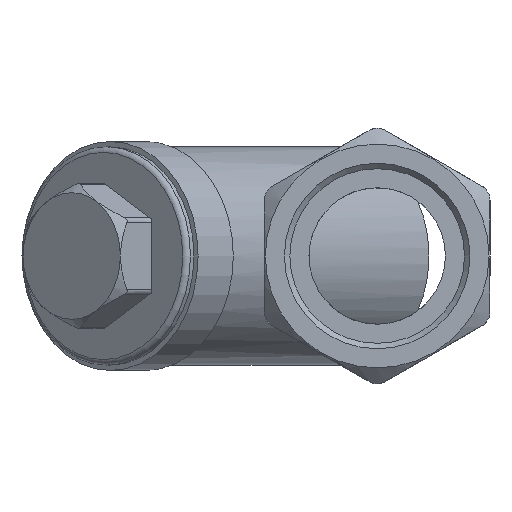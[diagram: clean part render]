
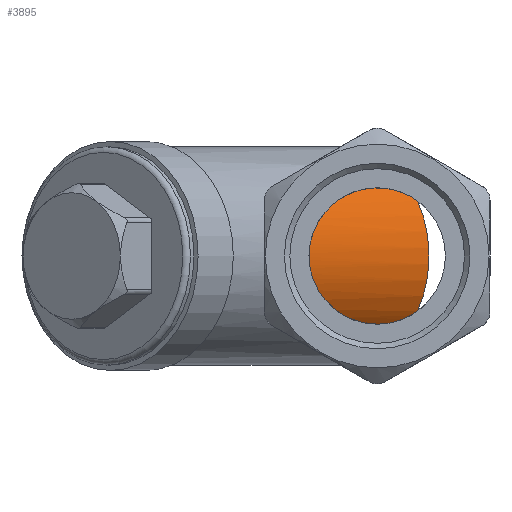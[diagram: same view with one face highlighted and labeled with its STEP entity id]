
A CAD part, left-side view. The second image highlights one B-rep face of the part: STEP entity #3895.
In plain terms, the highlighted cylindrical face has radius 20 mm (diameter 40 mm), a partial arc.
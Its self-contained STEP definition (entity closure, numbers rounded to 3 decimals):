
#312=B_SPLINE_CURVE_WITH_KNOTS('',3,(#8761,#8762,#8763,#8764,#8765,#8766,
#8767,#8768,#8769,#8770),.UNSPECIFIED.,.F.,.F.,(4,2,2,2,4),(-0.98,
-0.907,-0.605,-0.302,0.),
 .UNSPECIFIED.);
#313=B_SPLINE_CURVE_WITH_KNOTS('',3,(#8773,#8774,#8775,#8776,#8777,#8778,
#8779,#8780,#8781,#8782,#8783,#8784,#8785,#8786,#8787,#8788,#8789,#8790,
#8791,#8792,#8793,#8794,#8795,#8796,#8797,#8798,#8799,#8800,#8801,#8802,
#8803,#8804,#8805,#8806),.UNSPECIFIED.,.F.,.F.,(4,2,2,2,2,2,2,2,2,2,2,2,
2,2,2,2,4),(0.,0.944,1.889,2.192,2.495,
2.676,2.857,3.038,3.22,3.523,
3.826,4.77,5.715,6.017,6.319,
6.622,6.695),.UNSPECIFIED.);
#477=CYLINDRICAL_SURFACE('',#4314,20.);
#690=FACE_OUTER_BOUND('',#922,.T.);
#922=EDGE_LOOP('',(#3434,#3435,#3436));
#1437=CIRCLE('',#4315,20.);
#1789=VERTEX_POINT('',#8759);
#1790=VERTEX_POINT('',#8760);
#1791=VERTEX_POINT('',#8771);
#2342=EDGE_CURVE('',#1789,#1790,#312,.T.);
#2343=EDGE_CURVE('',#1789,#1791,#1437,.T.);
#2344=EDGE_CURVE('',#1790,#1791,#313,.T.);
#3434=ORIENTED_EDGE('',*,*,#2342,.F.);
#3435=ORIENTED_EDGE('',*,*,#2343,.T.);
#3436=ORIENTED_EDGE('',*,*,#2344,.F.);
#3895=ADVANCED_FACE('',(#690),#477,.T.);
#4314=AXIS2_PLACEMENT_3D('',#8758,#5295,#5296);
#4315=AXIS2_PLACEMENT_3D('',#8772,#5297,#5298);
#5295=DIRECTION('center_axis',(-0.766,0.643,0.));
#5296=DIRECTION('ref_axis',(0.,0.,-1.));
#5297=DIRECTION('center_axis',(-0.766,0.643,0.));
#5298=DIRECTION('ref_axis',(0.,0.,-1.));
#8758=CARTESIAN_POINT('Origin',(69.389,5.826,0.));
#8759=CARTESIAN_POINT('',(58.279,-7.414,-10.064));
#8760=CARTESIAN_POINT('',(52.043,0.,-12.5));
#8761=CARTESIAN_POINT('Ctrl Pts',(58.279,-7.414,-10.064));
#8762=CARTESIAN_POINT('Ctrl Pts',(58.183,-7.23,-10.2));
#8763=CARTESIAN_POINT('Ctrl Pts',(58.081,-7.043,-10.33));
#8764=CARTESIAN_POINT('Ctrl Pts',(57.531,-6.071,-10.967));
#8765=CARTESIAN_POINT('Ctrl Pts',(56.995,-5.255,-11.374));
#8766=CARTESIAN_POINT('Ctrl Pts',(55.766,-3.649,-11.986));
#8767=CARTESIAN_POINT('Ctrl Pts',(55.072,-2.857,-12.193));
#8768=CARTESIAN_POINT('Ctrl Pts',(53.596,-1.356,-12.449));
#8769=CARTESIAN_POINT('Ctrl Pts',(52.815,-0.648,-12.5));
#8770=CARTESIAN_POINT('Ctrl Pts',(52.043,0.,
-12.5));
#8771=CARTESIAN_POINT('',(58.279,-7.414,10.064));
#8772=CARTESIAN_POINT('Origin',(69.389,5.826,0.));
#8773=CARTESIAN_POINT('Ctrl Pts',(52.043,0.,
-12.5));
#8774=CARTESIAN_POINT('Ctrl Pts',(49.632,2.024,-12.5));
#8775=CARTESIAN_POINT('Ctrl Pts',(46.802,3.878,-12.027));
#8776=CARTESIAN_POINT('Ctrl Pts',(41.113,7.201,-10.384));
#8777=CARTESIAN_POINT('Ctrl Pts',(38.255,8.674,-9.215));
#8778=CARTESIAN_POINT('Ctrl Pts',(35.019,10.273,-7.15));
#8779=CARTESIAN_POINT('Ctrl Pts',(34.182,10.679,-6.544));
#8780=CARTESIAN_POINT('Ctrl Pts',(32.647,11.413,-5.158));
#8781=CARTESIAN_POINT('Ctrl Pts',(31.951,11.741,-4.375));
#8782=CARTESIAN_POINT('Ctrl Pts',(31.113,12.133,-3.053));
#8783=CARTESIAN_POINT('Ctrl Pts',(30.821,12.268,-2.474));
#8784=CARTESIAN_POINT('Ctrl Pts',(30.423,12.453,-1.25));
#8785=CARTESIAN_POINT('Ctrl Pts',(30.321,12.5,-0.604));
#8786=CARTESIAN_POINT('Ctrl Pts',(30.321,12.5,0.604));
#8787=CARTESIAN_POINT('Ctrl Pts',(30.423,12.453,1.25));
#8788=CARTESIAN_POINT('Ctrl Pts',(30.821,12.268,2.474));
#8789=CARTESIAN_POINT('Ctrl Pts',(31.113,12.133,3.053));
#8790=CARTESIAN_POINT('Ctrl Pts',(31.951,11.741,4.375));
#8791=CARTESIAN_POINT('Ctrl Pts',(32.647,11.413,5.158));
#8792=CARTESIAN_POINT('Ctrl Pts',(34.182,10.679,6.544));
#8793=CARTESIAN_POINT('Ctrl Pts',(35.019,10.273,7.15));
#8794=CARTESIAN_POINT('Ctrl Pts',(38.255,8.674,9.215));
#8795=CARTESIAN_POINT('Ctrl Pts',(41.113,7.201,10.384));
#8796=CARTESIAN_POINT('Ctrl Pts',(46.802,3.878,12.027));
#8797=CARTESIAN_POINT('Ctrl Pts',(49.632,2.024,12.5));
#8798=CARTESIAN_POINT('Ctrl Pts',(52.815,-0.648,12.5));
#8799=CARTESIAN_POINT('Ctrl Pts',(53.596,-1.356,12.449));
#8800=CARTESIAN_POINT('Ctrl Pts',(55.072,-2.857,12.193));
#8801=CARTESIAN_POINT('Ctrl Pts',(55.766,-3.649,11.986));
#8802=CARTESIAN_POINT('Ctrl Pts',(56.995,-5.255,11.374));
#8803=CARTESIAN_POINT('Ctrl Pts',(57.531,-6.071,10.967));
#8804=CARTESIAN_POINT('Ctrl Pts',(58.081,-7.043,10.33));
#8805=CARTESIAN_POINT('Ctrl Pts',(58.183,-7.23,10.2));
#8806=CARTESIAN_POINT('Ctrl Pts',(58.279,-7.414,10.064));
